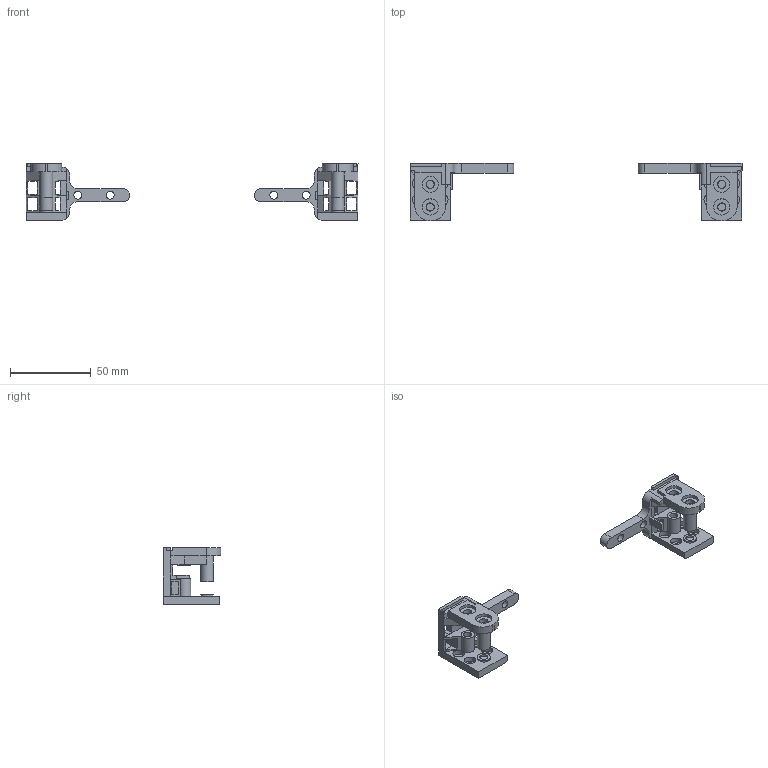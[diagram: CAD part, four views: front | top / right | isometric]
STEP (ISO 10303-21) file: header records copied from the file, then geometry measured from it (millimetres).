
FILE_DESCRIPTION(/* description */ ('Unknown'),/* implementation_level */ '2;1');
FILE_NAME(/* name */ 'y_carriages',/* time_stamp */ '2023-06-17T12:31:00-05:00',/* author */ ('Unknown'),/* organization */ ('Unknown'),/* preprocessor_version */ 'ST-DEVELOPER v18.102',/* originating_system */ 'Solid Edge',/* authorisation */ 'Unknown');
FILE_SCHEMA (('AUTOMOTIVE_DESIGN {1 0 10303 214 3 1 1}'));
Length unit declared in the file: millimetre
Products named in the file (1): CAD_RR-y_carriage_left (Mirror #1)
Bounding box: 205 x 35.5 x 35 mm (x, y, z)
Volume: 26895.7 mm3; surface area: 17914.3 mm2
Topology: 2 solids, 2 shells, 230 faces, 564 edges, 356 vertices
Faces by surface type: plane 172, cylinder 58
Full cylindrical faces by diameter (mm): 3.2 x8, 4.8 x4, 4.9 x4, 5.2 x8, 7 x8, 8 x8, 10 x4
Entity records: 8404 total; most frequent: DIRECTION 1154, CARTESIAN_POINT 1151, ORIENTED_EDGE 1128, EDGE_CURVE 564, LINE 436, VECTOR 436, AXIS2_PLACEMENT_3D 359, VERTEX_POINT 356
